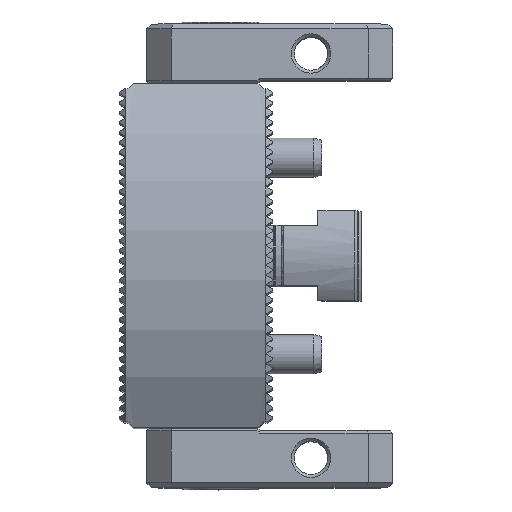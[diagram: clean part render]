
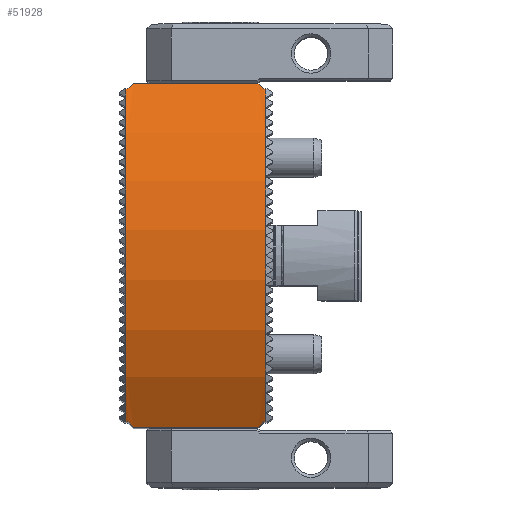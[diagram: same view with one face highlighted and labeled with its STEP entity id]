
A CAD part, top view. The second image highlights one B-rep face of the part: STEP entity #51928.
In plain terms, the highlighted cylindrical face has radius 65 mm (diameter 130 mm), a partial arc.
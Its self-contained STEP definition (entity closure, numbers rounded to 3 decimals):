
#764 = CARTESIAN_POINT ( 'NONE',  ( 13.8, -33.8, 80.521 ) ) ;
#1075 = ORIENTED_EDGE ( 'NONE', *, *, #3869, .F. ) ;
#1391 = LINE ( 'NONE', #49286, #54313 ) ;
#1656 = CARTESIAN_POINT ( 'NONE',  ( 14.2, 0., 25. ) ) ;
#2095 = AXIS2_PLACEMENT_3D ( 'NONE', #18552, #10127, #53165 ) ;
#2512 = CARTESIAN_POINT ( 'NONE',  ( -14.2, -33.8, 80.521 ) ) ;
#3686 = CARTESIAN_POINT ( 'NONE',  ( 15.8, 35., 79.772 ) ) ;
#3869 = EDGE_CURVE ( 'NONE', #41877, #12677, #51774, .T. ) ;
#5102 = LINE ( 'NONE', #28417, #49295 ) ;
#5264 = EDGE_CURVE ( 'NONE', #9268, #5830, #22636, .T. ) ;
#5437 = CARTESIAN_POINT ( 'NONE',  ( -14.2, 33.8, 80.521 ) ) ;
#5618 = CARTESIAN_POINT ( 'NONE',  ( -12.6, -35., 79.772 ) ) ;
#5830 = VERTEX_POINT ( 'NONE', #24733 ) ;
#5998 = DIRECTION ( 'NONE',  ( 0., 0., -1. ) ) ;
#6269 = CARTESIAN_POINT ( 'NONE',  ( 14.2, 33.8, 80.521 ) ) ;
#6383 = VECTOR ( 'NONE', #34184, 1000. ) ;
#6928 = CARTESIAN_POINT ( 'NONE',  ( -13.397, -34.203, 80.276 ) ) ;
#7447 = DIRECTION ( 'NONE',  ( 1., 0., 0. ) ) ;
#7691 = EDGE_CURVE ( 'NONE', #5830, #47772, #5102, .T. ) ;
#7890 = EDGE_CURVE ( 'NONE', #9268, #8498, #8383, .T. ) ;
#7976 = ORIENTED_EDGE ( 'NONE', *, *, #52282, .T. ) ;
#8383 = LINE ( 'NONE', #3686, #6383 ) ;
#8498 = VERTEX_POINT ( 'NONE', #12250 ) ;
#8700 = ORIENTED_EDGE ( 'NONE', *, *, #7691, .F. ) ;
#9268 = VERTEX_POINT ( 'NONE', #52720 ) ;
#9391 = CARTESIAN_POINT ( 'NONE',  ( 13.397, -34.203, 80.276 ) ) ;
#10127 = DIRECTION ( 'NONE',  ( 1., 0., 0. ) ) ;
#10615 = LINE ( 'NONE', #45846, #32018 ) ;
#10872 = CARTESIAN_POINT ( 'NONE',  ( -13.8, -33.8, 80.521 ) ) ;
#11092 = DIRECTION ( 'NONE',  ( -1., 0., 0. ) ) ;
#11847 = ORIENTED_EDGE ( 'NONE', *, *, #45389, .F. ) ;
#12250 = CARTESIAN_POINT ( 'NONE',  ( -12.6, 35., 79.772 ) ) ;
#12677 = VERTEX_POINT ( 'NONE', #28297 ) ;
#14339 = CIRCLE ( 'NONE', #2095, 65. ) ;
#16353 = CARTESIAN_POINT ( 'NONE',  ( -12.997, 34.603, 80.026 ) ) ;
#16997 = EDGE_CURVE ( 'NONE', #8498, #34957, #39414, .T. ) ;
#18045 = VERTEX_POINT ( 'NONE', #19007 ) ;
#18552 = CARTESIAN_POINT ( 'NONE',  ( -14.2, 0., 25. ) ) ;
#19007 = CARTESIAN_POINT ( 'NONE',  ( 14.2, -33.8, 80.521 ) ) ;
#19296 = CARTESIAN_POINT ( 'NONE',  ( 12.6, 35., 79.772 ) ) ;
#19717 = CYLINDRICAL_SURFACE ( 'NONE', #23927, 65. ) ;
#20257 = LINE ( 'NONE', #38898, #52393 ) ;
#20459 = CARTESIAN_POINT ( 'NONE',  ( -12.6, 35., 79.772 ) ) ;
#21013 = CARTESIAN_POINT ( 'NONE',  ( 12.6, -35., 79.772 ) ) ;
#22636 =( BOUNDED_CURVE ( )  B_SPLINE_CURVE ( 3, ( #19296, #32006, #49236, #40986 ),
 .UNSPECIFIED., .F., .F. ) 
 B_SPLINE_CURVE_WITH_KNOTS ( ( 4, 4 ),
 ( 1.002, 1.024 ),
 .UNSPECIFIED. ) 
 CURVE ( )  GEOMETRIC_REPRESENTATION_ITEM ( )  RATIONAL_B_SPLINE_CURVE ( ( 1., 1., 1., 1. ) ) 
 REPRESENTATION_ITEM ( '' )  );
#23037 = CIRCLE ( 'NONE', #43675, 65. ) ;
#23927 = AXIS2_PLACEMENT_3D ( 'NONE', #53582, #11092, #54315 ) ;
#24191 = DIRECTION ( 'NONE',  ( -1., 0., 0. ) ) ;
#24662 = ORIENTED_EDGE ( 'NONE', *, *, #37202, .T. ) ;
#24733 = CARTESIAN_POINT ( 'NONE',  ( 13.8, 33.8, 80.521 ) ) ;
#24974 = CARTESIAN_POINT ( 'NONE',  ( -13.8, 33.8, 80.521 ) ) ;
#28090 = CARTESIAN_POINT ( 'NONE',  ( -12.6, -35., 79.772 ) ) ;
#28297 = CARTESIAN_POINT ( 'NONE',  ( -13.8, -33.8, 80.521 ) ) ;
#28417 = CARTESIAN_POINT ( 'NONE',  ( 15.8, 33.8, 80.521 ) ) ;
#28597 = ORIENTED_EDGE ( 'NONE', *, *, #5264, .F. ) ;
#30663 = DIRECTION ( 'NONE',  ( 1., 0., 0. ) ) ;
#30791 = ORIENTED_EDGE ( 'NONE', *, *, #34108, .T. ) ;
#31627 = DIRECTION ( 'NONE',  ( -1., 0., 0. ) ) ;
#31748 = EDGE_CURVE ( 'NONE', #12677, #54041, #53344, .T. ) ;
#32006 = CARTESIAN_POINT ( 'NONE',  ( 12.997, 34.603, 80.026 ) ) ;
#32018 = VECTOR ( 'NONE', #24191, 1000. ) ;
#32535 = CARTESIAN_POINT ( 'NONE',  ( -12.997, -34.603, 80.026 ) ) ;
#32576 = VECTOR ( 'NONE', #34726, 1000. ) ;
#32611 = DIRECTION ( 'NONE',  ( -1., 0., 0. ) ) ;
#33304 = VERTEX_POINT ( 'NONE', #45790 ) ;
#33873 = CARTESIAN_POINT ( 'NONE',  ( 12.997, -34.603, 80.026 ) ) ;
#34108 = EDGE_CURVE ( 'NONE', #34957, #53486, #10615, .T. ) ;
#34184 = DIRECTION ( 'NONE',  ( -1., 0., 0. ) ) ;
#34726 = DIRECTION ( 'NONE',  ( -1., 0., 0. ) ) ;
#34883 = ORIENTED_EDGE ( 'NONE', *, *, #7890, .T. ) ;
#34927 =( BOUNDED_CURVE ( )  B_SPLINE_CURVE ( 3, ( #21013, #33873, #9391, #52262 ),
 .UNSPECIFIED., .F., .F. ) 
 B_SPLINE_CURVE_WITH_KNOTS ( ( 4, 4 ),
 ( 1.002, 1.024 ),
 .UNSPECIFIED. ) 
 CURVE ( )  GEOMETRIC_REPRESENTATION_ITEM ( )  RATIONAL_B_SPLINE_CURVE ( ( 1., 1., 1., 1. ) ) 
 REPRESENTATION_ITEM ( '' )  );
#34957 = VERTEX_POINT ( 'NONE', #51946 ) ;
#37202 = EDGE_CURVE ( 'NONE', #33304, #45689, #34927, .T. ) ;
#37420 = ORIENTED_EDGE ( 'NONE', *, *, #44599, .T. ) ;
#38898 = CARTESIAN_POINT ( 'NONE',  ( 15.8, -33.8, 80.521 ) ) ;
#39414 =( BOUNDED_CURVE ( )  B_SPLINE_CURVE ( 3, ( #20459, #16353, #50571, #24974 ),
 .UNSPECIFIED., .F., .F. ) 
 B_SPLINE_CURVE_WITH_KNOTS ( ( 4, 4 ),
 ( 4.144, 4.166 ),
 .UNSPECIFIED. ) 
 CURVE ( )  GEOMETRIC_REPRESENTATION_ITEM ( )  RATIONAL_B_SPLINE_CURVE ( ( 1., 1., 1., 1. ) ) 
 REPRESENTATION_ITEM ( '' )  );
#39695 = ORIENTED_EDGE ( 'NONE', *, *, #16997, .T. ) ;
#40986 = CARTESIAN_POINT ( 'NONE',  ( 13.8, 33.8, 80.521 ) ) ;
#41874 = EDGE_CURVE ( 'NONE', #53486, #54041, #14339, .T. ) ;
#41877 = VERTEX_POINT ( 'NONE', #5618 ) ;
#42471 = EDGE_LOOP ( 'NONE', ( #8700, #28597, #34883, #39695, #30791, #43205, #44104, #1075, #11847, #24662, #37420, #7976 ) ) ;
#43205 = ORIENTED_EDGE ( 'NONE', *, *, #41874, .T. ) ;
#43675 = AXIS2_PLACEMENT_3D ( 'NONE', #1656, #31627, #5998 ) ;
#44104 = ORIENTED_EDGE ( 'NONE', *, *, #31748, .F. ) ;
#44599 = EDGE_CURVE ( 'NONE', #45689, #18045, #20257, .T. ) ;
#45389 = EDGE_CURVE ( 'NONE', #33304, #41877, #1391, .T. ) ;
#45689 = VERTEX_POINT ( 'NONE', #764 ) ;
#45790 = CARTESIAN_POINT ( 'NONE',  ( 12.6, -35., 79.772 ) ) ;
#45846 = CARTESIAN_POINT ( 'NONE',  ( 15.8, 33.8, 80.521 ) ) ;
#47772 = VERTEX_POINT ( 'NONE', #6269 ) ;
#47822 = CARTESIAN_POINT ( 'NONE',  ( 15.8, -33.8, 80.521 ) ) ;
#49236 = CARTESIAN_POINT ( 'NONE',  ( 13.397, 34.203, 80.276 ) ) ;
#49286 = CARTESIAN_POINT ( 'NONE',  ( 15.8, -35., 79.772 ) ) ;
#49295 = VECTOR ( 'NONE', #7447, 1000. ) ;
#50512 = FACE_OUTER_BOUND ( 'NONE', #42471, .T. ) ;
#50571 = CARTESIAN_POINT ( 'NONE',  ( -13.397, 34.203, 80.276 ) ) ;
#51774 =( BOUNDED_CURVE ( )  B_SPLINE_CURVE ( 3, ( #28090, #32535, #6928, #10872 ),
 .UNSPECIFIED., .F., .F. ) 
 B_SPLINE_CURVE_WITH_KNOTS ( ( 4, 4 ),
 ( 4.144, 4.166 ),
 .UNSPECIFIED. ) 
 CURVE ( )  GEOMETRIC_REPRESENTATION_ITEM ( )  RATIONAL_B_SPLINE_CURVE ( ( 1., 1., 1., 1. ) ) 
 REPRESENTATION_ITEM ( '' )  );
#51928 = ADVANCED_FACE ( 'NONE', ( #50512 ), #19717, .T. ) ;
#51946 = CARTESIAN_POINT ( 'NONE',  ( -13.8, 33.8, 80.521 ) ) ;
#52262 = CARTESIAN_POINT ( 'NONE',  ( 13.8, -33.8, 80.521 ) ) ;
#52282 = EDGE_CURVE ( 'NONE', #18045, #47772, #23037, .T. ) ;
#52393 = VECTOR ( 'NONE', #30663, 1000. ) ;
#52720 = CARTESIAN_POINT ( 'NONE',  ( 12.6, 35., 79.772 ) ) ;
#53165 = DIRECTION ( 'NONE',  ( 0., 0., -1. ) ) ;
#53344 = LINE ( 'NONE', #47822, #32576 ) ;
#53486 = VERTEX_POINT ( 'NONE', #5437 ) ;
#53582 = CARTESIAN_POINT ( 'NONE',  ( 15.8, 0., 25. ) ) ;
#54041 = VERTEX_POINT ( 'NONE', #2512 ) ;
#54313 = VECTOR ( 'NONE', #32611, 1000. ) ;
#54315 = DIRECTION ( 'NONE',  ( 0., 0., 1. ) ) ;
